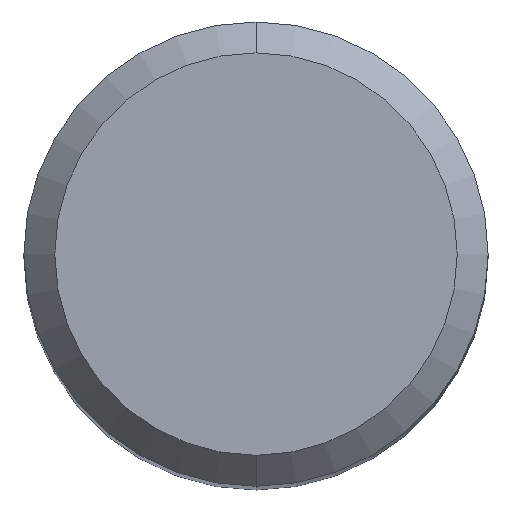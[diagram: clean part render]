
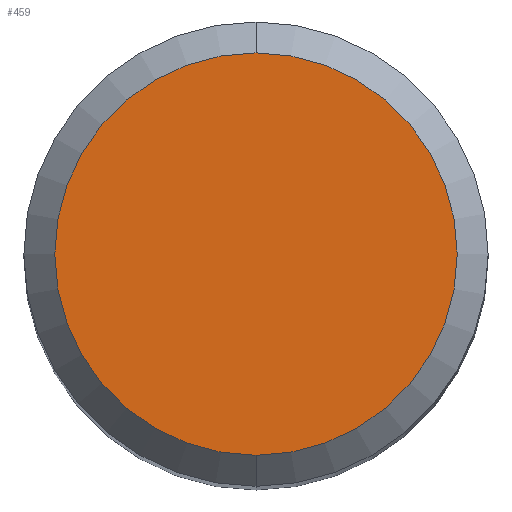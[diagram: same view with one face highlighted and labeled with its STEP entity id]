
A CAD part, top view. The second image highlights one B-rep face of the part: STEP entity #459.
In plain terms, the highlighted planar face has unit normal (0, 0, 1).
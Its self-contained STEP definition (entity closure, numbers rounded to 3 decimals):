
#215=VERTEX_POINT('',#532);
#273=EDGE_CURVE('',#215,#407,#594,.T.);
#407=VERTEX_POINT('',#745);
#451=EDGE_CURVE('',#407,#215,#790,.T.);
#459=ADVANCED_FACE('',(#800),#801,.T.);
#532=CARTESIAN_POINT('',(0.,-2.6,0.0));
#594=CIRCLE('',#1007,2.6);
#745=CARTESIAN_POINT('',(0.0,2.6,0.0));
#790=CIRCLE('',#1416,2.6);
#800=FACE_OUTER_BOUND('',#1440,.T.);
#801=PLANE('',#1441);
#1007=AXIS2_PLACEMENT_3D('',#1558,#1559,#1560);
#1416=AXIS2_PLACEMENT_3D('',#1770,#1771,#1772);
#1440=EDGE_LOOP('',(#1788,#1789));
#1441=AXIS2_PLACEMENT_3D('',#1790,#1791,#1792);
#1558=CARTESIAN_POINT('',(0.0,0.0,0.0));
#1559=DIRECTION('',(0.0,0.0,-1.0));
#1560=DIRECTION('',(0.0,1.0,0.0));
#1770=CARTESIAN_POINT('',(0.0,0.0,0.0));
#1771=DIRECTION('',(0.0,0.0,-1.0));
#1772=DIRECTION('',(0.0,1.0,0.0));
#1788=ORIENTED_EDGE('',*,*,#451,.F.);
#1789=ORIENTED_EDGE('',*,*,#273,.F.);
#1790=CARTESIAN_POINT('',(0.0,1.3,0.0));
#1791=DIRECTION('',(-0.0,0.0,1.0));
#1792=DIRECTION('',(0.0,-1.0,0.0));
